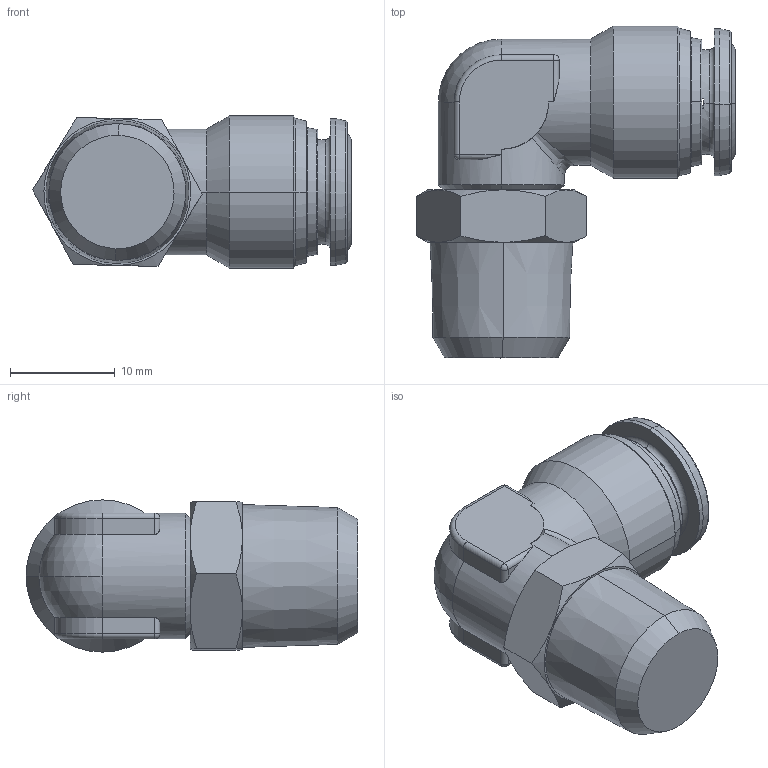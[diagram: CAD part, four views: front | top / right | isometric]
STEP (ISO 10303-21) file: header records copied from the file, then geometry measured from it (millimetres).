
FILE_DESCRIPTION (( 'STEP AP214' ), '1' );
FILE_NAME ('6011000006.step', '2012-10-16T16:32:15', ( '' ), ( '' ), 'SwSTEP 2.0', 'SolidWorks 2012', '' );
FILE_SCHEMA (( 'AUTOMOTIVE_DESIGN' ));
Length unit declared in the file: millimetre
Products named in the file (1): 6011000006
Bounding box: 30.38 x 31.62 x 14.5 mm (x, y, z)
Volume: 6250.2 mm3; surface area: 2435.1 mm2
Topology: 1 solids, 1 shells, 104 faces, 234 edges, 133 vertices
Faces by surface type: cone 32, plane 31, cylinder 26, torus 8, sphere 6, bspline 1
Entity records: 3342 total; most frequent: CARTESIAN_POINT 772, DIRECTION 490, ORIENTED_EDGE 460, EDGE_CURVE 230, AXIS2_PLACEMENT_3D 205, VERTEX_POINT 133, EDGE_LOOP 111, ADVANCED_FACE 104
